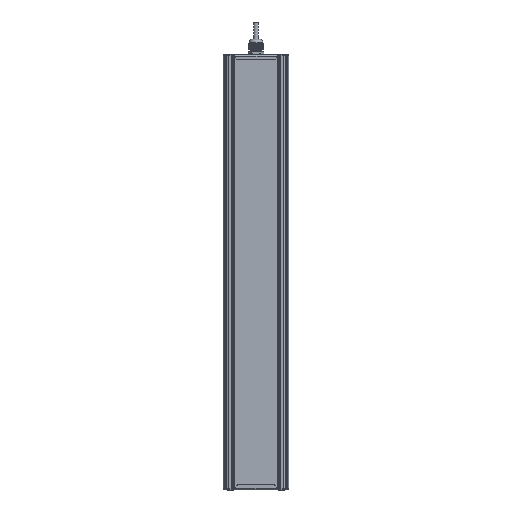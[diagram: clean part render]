
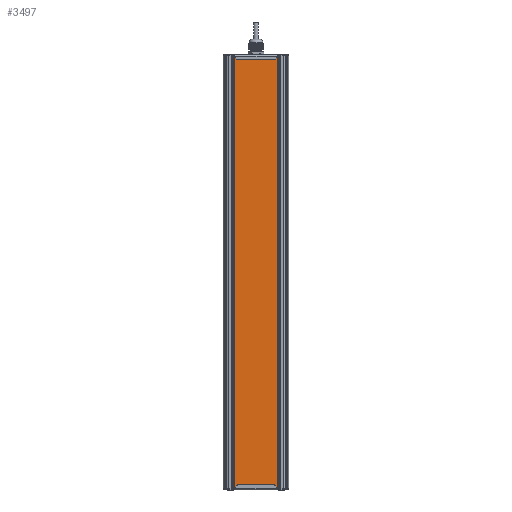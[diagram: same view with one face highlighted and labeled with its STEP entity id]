
A CAD part, front view. The second image highlights one B-rep face of the part: STEP entity #3497.
In plain terms, the highlighted face is planar.
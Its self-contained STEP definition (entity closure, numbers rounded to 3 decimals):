
#3497=ADVANCED_FACE('',(#14941),#14943,.T.);
#14941=FACE_BOUND('',#14942,.T.);
#14942=EDGE_LOOP('',(#43069,#43070,#43071,#43072));
#14943=PLANE('',#14944);
#14944=AXIS2_PLACEMENT_3D('',#14945,#14946,#14947);
#14945=CARTESIAN_POINT('',(120.465,593.492,117.308));
#14946=DIRECTION('',(0.,0.,-1.));
#14947=DIRECTION('',(0.,1.,0.));
#43069=ORIENTED_EDGE('',*,*,#50369,.T.);
#43070=ORIENTED_EDGE('',*,*,#50371,.F.);
#43071=ORIENTED_EDGE('',*,*,#50372,.F.);
#43072=ORIENTED_EDGE('',*,*,#50373,.T.);
#50369=EDGE_CURVE('',#56354,#56352,#56355,.T.);
#50371=EDGE_CURVE('',#56357,#56352,#56358,.T.);
#50372=EDGE_CURVE('',#56359,#56357,#56360,.T.);
#50373=EDGE_CURVE('',#56359,#56354,#56361,.T.);
#56352=VERTEX_POINT('',#75752);
#56354=VERTEX_POINT('',#75756);
#56355=LINE('',#75757,#75758);
#56357=VERTEX_POINT('',#75763);
#56358=LINE('',#75764,#75765);
#56359=VERTEX_POINT('',#75767);
#56360=LINE('',#75768,#75769);
#56361=LINE('',#75771,#75772);
#75752=CARTESIAN_POINT('',(641.465,679.838,117.308));
#75756=CARTESIAN_POINT('',(-104.535,679.838,117.308));
#75757=CARTESIAN_POINT('',(-104.535,679.838,117.308));
#75758=VECTOR('',#75759,1.);
#75759=DIRECTION('',(1.,0.,0.));
#75763=CARTESIAN_POINT('',(641.465,593.492,117.308));
#75764=CARTESIAN_POINT('',(641.465,593.492,117.308));
#75765=VECTOR('',#75766,1.);
#75766=DIRECTION('',(0.,1.,0.));
#75767=CARTESIAN_POINT('',(-104.535,593.492,117.308));
#75768=CARTESIAN_POINT('',(-104.535,593.492,117.308));
#75769=VECTOR('',#75770,1.);
#75770=DIRECTION('',(1.,0.,0.));
#75771=CARTESIAN_POINT('',(-104.535,593.492,117.308));
#75772=VECTOR('',#75773,1.);
#75773=DIRECTION('',(0.,1.,0.));
